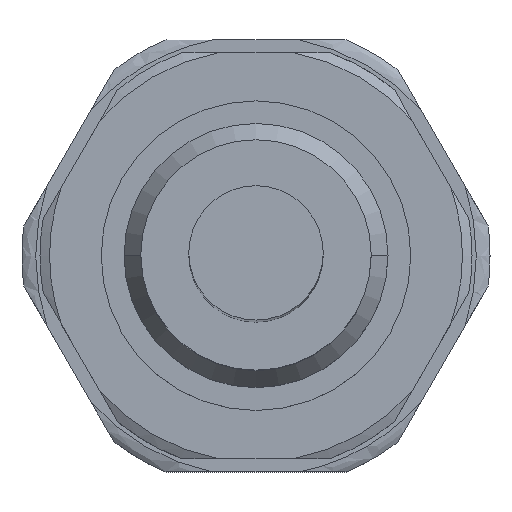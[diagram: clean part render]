
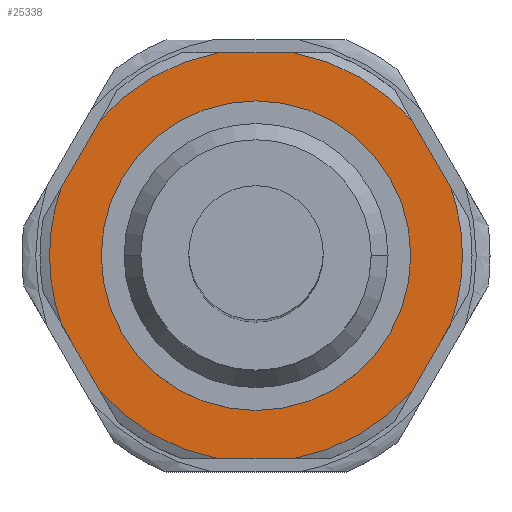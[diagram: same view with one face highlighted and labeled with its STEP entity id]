
A CAD part, top view. The second image highlights one B-rep face of the part: STEP entity #25338.
In plain terms, the highlighted planar face has unit normal (0, 0, 1).
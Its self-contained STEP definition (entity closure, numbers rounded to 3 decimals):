
#8707=CARTESIAN_POINT('',(8.118,2.84,9.35));
#8729=CARTESIAN_POINT('',(0.,0.,9.35));
#8730=DIRECTION('',(0.,0.,-1.));
#8731=DIRECTION('',(0.944,0.33,0.));
#8732=AXIS2_PLACEMENT_3D('',#8729,#8730,#8731);
#8734=CARTESIAN_POINT('',(0.,0.,9.35));
#8735=DIRECTION('',(0.,0.,-1.));
#8736=DIRECTION('',(1.,0.,0.));
#8737=AXIS2_PLACEMENT_3D('',#8734,#8735,#8736);
#8739=DIRECTION('',(-0.5,-0.866,0.));
#8740=VECTOR('',#8739,3.198);
#8741=CARTESIAN_POINT('',(8.118,-2.84,9.35));
#8742=LINE('',#8741,#8740);
#8743=CARTESIAN_POINT('',(0.,0.,9.35));
#8744=DIRECTION('',(0.,0.,-1.));
#8745=DIRECTION('',(0.758,-0.652,0.));
#8746=AXIS2_PLACEMENT_3D('',#8743,#8744,#8745);
#8748=DIRECTION('',(-1.,0.,0.));
#8749=VECTOR('',#8748,3.198);
#8750=CARTESIAN_POINT('',(1.599,-8.45,9.35));
#8751=LINE('',#8750,#8749);
#8752=CARTESIAN_POINT('',(0.,0.,9.35));
#8753=DIRECTION('',(0.,0.,-1.));
#8754=DIRECTION('',(-0.186,-0.983,0.));
#8755=AXIS2_PLACEMENT_3D('',#8752,#8753,#8754);
#8757=DIRECTION('',(-0.5,0.866,0.));
#8758=VECTOR('',#8757,3.198);
#8759=CARTESIAN_POINT('',(-6.518,-5.61,9.35));
#8760=LINE('',#8759,#8758);
#8761=CARTESIAN_POINT('',(0.,0.,9.35));
#8762=DIRECTION('',(0.,0.,-1.));
#8763=DIRECTION('',(-0.944,-0.33,0.));
#8764=AXIS2_PLACEMENT_3D('',#8761,#8762,#8763);
#8766=CARTESIAN_POINT('',(0.,0.,9.35));
#8767=DIRECTION('',(0.,0.,-1.));
#8768=DIRECTION('',(-1.,0.,0.));
#8769=AXIS2_PLACEMENT_3D('',#8766,#8767,#8768);
#8771=DIRECTION('',(0.5,0.866,0.));
#8772=VECTOR('',#8771,3.198);
#8773=CARTESIAN_POINT('',(-8.118,2.84,9.35));
#8774=LINE('',#8773,#8772);
#8775=CARTESIAN_POINT('',(0.,0.,9.35));
#8776=DIRECTION('',(0.,0.,-1.));
#8777=DIRECTION('',(-0.758,0.652,0.));
#8778=AXIS2_PLACEMENT_3D('',#8775,#8776,#8777);
#8780=DIRECTION('',(1.,0.,0.));
#8781=VECTOR('',#8780,3.198);
#8782=CARTESIAN_POINT('',(-1.599,8.45,9.35));
#8783=LINE('',#8782,#8781);
#8784=CARTESIAN_POINT('',(0.,0.,9.35));
#8785=DIRECTION('',(0.,0.,-1.));
#8786=DIRECTION('',(0.186,0.983,0.));
#8787=AXIS2_PLACEMENT_3D('',#8784,#8785,#8786);
#8789=DIRECTION('',(0.5,-0.866,0.));
#8790=VECTOR('',#8789,3.198);
#8791=CARTESIAN_POINT('',(6.518,5.61,9.35));
#8792=LINE('',#8791,#8790);
#8793=CARTESIAN_POINT('',(0.,0.,9.35));
#8794=DIRECTION('',(0.,0.,1.));
#8795=DIRECTION('',(1.,0.,0.));
#8796=AXIS2_PLACEMENT_3D('',#8793,#8794,#8795);
#8798=CARTESIAN_POINT('',(0.,0.,9.35));
#8799=DIRECTION('',(0.,0.,1.));
#8800=DIRECTION('',(-1.,0.,0.));
#8801=AXIS2_PLACEMENT_3D('',#8798,#8799,#8800);
#11957=VERTEX_POINT('',#8707);
#11958=CARTESIAN_POINT('',(6.518,5.61,9.35));
#11959=VERTEX_POINT('',#11958);
#11964=CARTESIAN_POINT('',(1.599,8.45,9.35));
#11965=VERTEX_POINT('',#11964);
#11966=CARTESIAN_POINT('',(8.6,0.,9.35));
#11967=CARTESIAN_POINT('',(8.118,-2.84,9.35));
#11968=VERTEX_POINT('',#11966);
#11969=VERTEX_POINT('',#11967);
#11970=CARTESIAN_POINT('',(6.518,-5.61,9.35));
#11971=VERTEX_POINT('',#11970);
#11972=CARTESIAN_POINT('',(1.599,-8.45,9.35));
#11973=VERTEX_POINT('',#11972);
#11974=CARTESIAN_POINT('',(-1.599,-8.45,9.35));
#11975=VERTEX_POINT('',#11974);
#11976=CARTESIAN_POINT('',(-6.518,-5.61,9.35));
#11977=VERTEX_POINT('',#11976);
#11978=CARTESIAN_POINT('',(-8.118,-2.84,9.35));
#11979=VERTEX_POINT('',#11978);
#11980=CARTESIAN_POINT('',(-8.6,0.,9.35));
#11981=CARTESIAN_POINT('',(-8.118,2.84,9.35));
#11982=VERTEX_POINT('',#11980);
#11983=VERTEX_POINT('',#11981);
#11984=CARTESIAN_POINT('',(-6.518,5.61,9.35));
#11985=VERTEX_POINT('',#11984);
#11986=CARTESIAN_POINT('',(-1.599,8.45,9.35));
#11987=VERTEX_POINT('',#11986);
#12195=CARTESIAN_POINT('',(6.45,0.,9.35));
#12196=CARTESIAN_POINT('',(-6.45,0.,9.35));
#12197=VERTEX_POINT('',#12195);
#12198=VERTEX_POINT('',#12196);
#25299=CARTESIAN_POINT('',(-6.712,3.875,9.35));
#25300=DIRECTION('',(0.,0.,1.));
#25301=DIRECTION('',(-0.866,0.5,0.));
#25302=AXIS2_PLACEMENT_3D('',#25299,#25300,#25301);
#25303=PLANE('',#25302);
#25305=ORIENTED_EDGE('',*,*,#25304,.T.);
#25307=ORIENTED_EDGE('',*,*,#25306,.T.);
#25309=ORIENTED_EDGE('',*,*,#25308,.T.);
#25311=ORIENTED_EDGE('',*,*,#25310,.T.);
#25313=ORIENTED_EDGE('',*,*,#25312,.T.);
#25315=ORIENTED_EDGE('',*,*,#25314,.T.);
#25317=ORIENTED_EDGE('',*,*,#25316,.T.);
#25319=ORIENTED_EDGE('',*,*,#25318,.T.);
#25321=ORIENTED_EDGE('',*,*,#25320,.T.);
#25323=ORIENTED_EDGE('',*,*,#25322,.T.);
#25325=ORIENTED_EDGE('',*,*,#25324,.T.);
#25327=ORIENTED_EDGE('',*,*,#25326,.T.);
#25328=ORIENTED_EDGE('',*,*,#25292,.T.);
#25329=ORIENTED_EDGE('',*,*,#25248,.T.);
#25330=EDGE_LOOP('',(#25305,#25307,#25309,#25311,#25313,#25315,#25317,#25319,
#25321,#25323,#25325,#25327,#25328,#25329));
#25331=FACE_OUTER_BOUND('',#25330,.F.);
#25333=ORIENTED_EDGE('',*,*,#25332,.T.);
#25335=ORIENTED_EDGE('',*,*,#25334,.T.);
#25336=EDGE_LOOP('',(#25333,#25335));
#25337=FACE_BOUND('',#25336,.F.);
#25338=ADVANCED_FACE('',(#25331,#25337),#25303,.T.);
#8733=CIRCLE('',#8732,8.6);
#8738=CIRCLE('',#8737,8.6);
#8747=CIRCLE('',#8746,8.6);
#8756=CIRCLE('',#8755,8.6);
#8765=CIRCLE('',#8764,8.6);
#8770=CIRCLE('',#8769,8.6);
#8779=CIRCLE('',#8778,8.6);
#8788=CIRCLE('',#8787,8.6);
#8797=CIRCLE('',#8796,6.45);
#8802=CIRCLE('',#8801,6.45);
#25248=EDGE_CURVE('',#11959,#11957,#8792,.T.);
#25292=EDGE_CURVE('',#11965,#11959,#8788,.T.);
#25304=EDGE_CURVE('',#11957,#11968,#8733,.T.);
#25306=EDGE_CURVE('',#11968,#11969,#8738,.T.);
#25308=EDGE_CURVE('',#11969,#11971,#8742,.T.);
#25310=EDGE_CURVE('',#11971,#11973,#8747,.T.);
#25312=EDGE_CURVE('',#11973,#11975,#8751,.T.);
#25314=EDGE_CURVE('',#11975,#11977,#8756,.T.);
#25316=EDGE_CURVE('',#11977,#11979,#8760,.T.);
#25318=EDGE_CURVE('',#11979,#11982,#8765,.T.);
#25320=EDGE_CURVE('',#11982,#11983,#8770,.T.);
#25322=EDGE_CURVE('',#11983,#11985,#8774,.T.);
#25324=EDGE_CURVE('',#11985,#11987,#8779,.T.);
#25326=EDGE_CURVE('',#11987,#11965,#8783,.T.);
#25332=EDGE_CURVE('',#12197,#12198,#8797,.T.);
#25334=EDGE_CURVE('',#12198,#12197,#8802,.T.);
